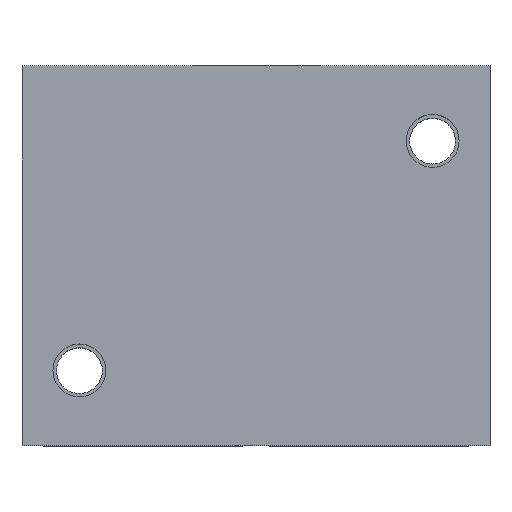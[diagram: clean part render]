
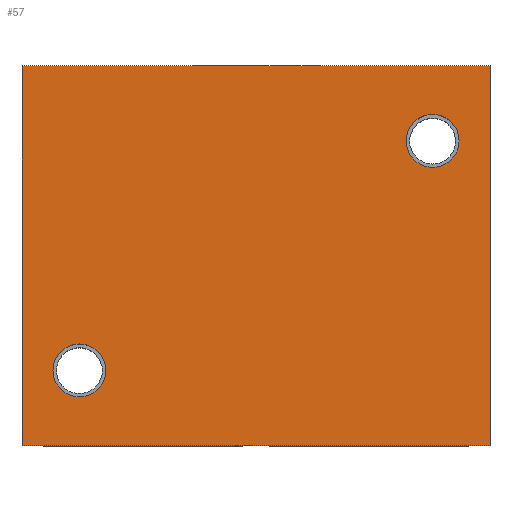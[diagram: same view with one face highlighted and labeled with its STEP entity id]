
A CAD part, top view. The second image highlights one B-rep face of the part: STEP entity #57.
In plain terms, the highlighted planar face has unit normal (0, 0, 1).
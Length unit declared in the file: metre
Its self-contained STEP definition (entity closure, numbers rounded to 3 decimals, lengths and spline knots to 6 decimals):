
#57 = ADVANCED_FACE( '', ( #135, #136, #137 ), #138, .T. );
#135 = FACE_BOUND( '', #246, .T. );
#136 = FACE_OUTER_BOUND( '', #247, .T. );
#137 = FACE_BOUND( '', #248, .T. );
#138 = PLANE( '', #249 );
#246 = EDGE_LOOP( '', ( #358 ) );
#247 = EDGE_LOOP( '', ( #359, #360, #361, #362 ) );
#248 = EDGE_LOOP( '', ( #363 ) );
#249 = AXIS2_PLACEMENT_3D( '', #364, #365, #366 );
#358 = ORIENTED_EDGE( '', *, *, #588, .T. );
#359 = ORIENTED_EDGE( '', *, *, #589, .F. );
#360 = ORIENTED_EDGE( '', *, *, #590, .F. );
#361 = ORIENTED_EDGE( '', *, *, #591, .T. );
#362 = ORIENTED_EDGE( '', *, *, #592, .T. );
#363 = ORIENTED_EDGE( '', *, *, #593, .T. );
#364 = CARTESIAN_POINT( '', ( -0.0265, -0.0215, 0.022 ) );
#365 = DIRECTION( '', ( 0., 0., 1. ) );
#366 = DIRECTION( '', ( 1., 0., 0. ) );
#588 = EDGE_CURVE( '', #683, #683, #684, .T. );
#589 = EDGE_CURVE( '', #685, #686, #687, .T. );
#590 = EDGE_CURVE( '', #688, #685, #689, .T. );
#591 = EDGE_CURVE( '', #688, #690, #691, .T. );
#592 = EDGE_CURVE( '', #690, #686, #692, .T. );
#593 = EDGE_CURVE( '', #693, #693, #694, .T. );
#683 = VERTEX_POINT( '', #818 );
#684 = CIRCLE( '', #819, 0.003 );
#685 = VERTEX_POINT( '', #820 );
#686 = VERTEX_POINT( '', #821 );
#687 = LINE( '', #822, #823 );
#688 = VERTEX_POINT( '', #824 );
#689 = LINE( '', #825, #826 );
#690 = VERTEX_POINT( '', #827 );
#691 = LINE( '', #828, #829 );
#692 = LINE( '', #830, #831 );
#693 = VERTEX_POINT( '', #832 );
#694 = CIRCLE( '', #833, 0.003 );
#818 = CARTESIAN_POINT( '', ( 0.02, 0.016, 0.022 ) );
#819 = AXIS2_PLACEMENT_3D( '', #990, #991, #992 );
#820 = CARTESIAN_POINT( '', ( -0.0265, 0.0215, 0.022 ) );
#821 = CARTESIAN_POINT( '', ( 0.0265, 0.0215, 0.022 ) );
#822 = CARTESIAN_POINT( '', ( -0.0265, 0.0215, 0.022 ) );
#823 = VECTOR( '', #993, 1. );
#824 = CARTESIAN_POINT( '', ( -0.0265, -0.0215, 0.022 ) );
#825 = CARTESIAN_POINT( '', ( -0.0265, -0.0215, 0.022 ) );
#826 = VECTOR( '', #994, 1. );
#827 = CARTESIAN_POINT( '', ( 0.0265, -0.0215, 0.022 ) );
#828 = CARTESIAN_POINT( '', ( -0.0265, -0.0215, 0.022 ) );
#829 = VECTOR( '', #995, 1. );
#830 = CARTESIAN_POINT( '', ( 0.0265, -0.0215, 0.022 ) );
#831 = VECTOR( '', #996, 1. );
#832 = CARTESIAN_POINT( '', ( -0.02, -0.01, 0.022 ) );
#833 = AXIS2_PLACEMENT_3D( '', #997, #998, #999 );
#990 = CARTESIAN_POINT( '', ( 0.02, 0.013, 0.022 ) );
#991 = DIRECTION( '', ( 0., 0., -1. ) );
#992 = DIRECTION( '', ( 0., 1., 0. ) );
#993 = DIRECTION( '', ( 1., 0., 0. ) );
#994 = DIRECTION( '', ( 0., 1., 0. ) );
#995 = DIRECTION( '', ( 1., 0., 0. ) );
#996 = DIRECTION( '', ( 0., 1., 0. ) );
#997 = CARTESIAN_POINT( '', ( -0.02, -0.013, 0.022 ) );
#998 = DIRECTION( '', ( 0., 0., -1. ) );
#999 = DIRECTION( '', ( 0., 1., 0. ) );
